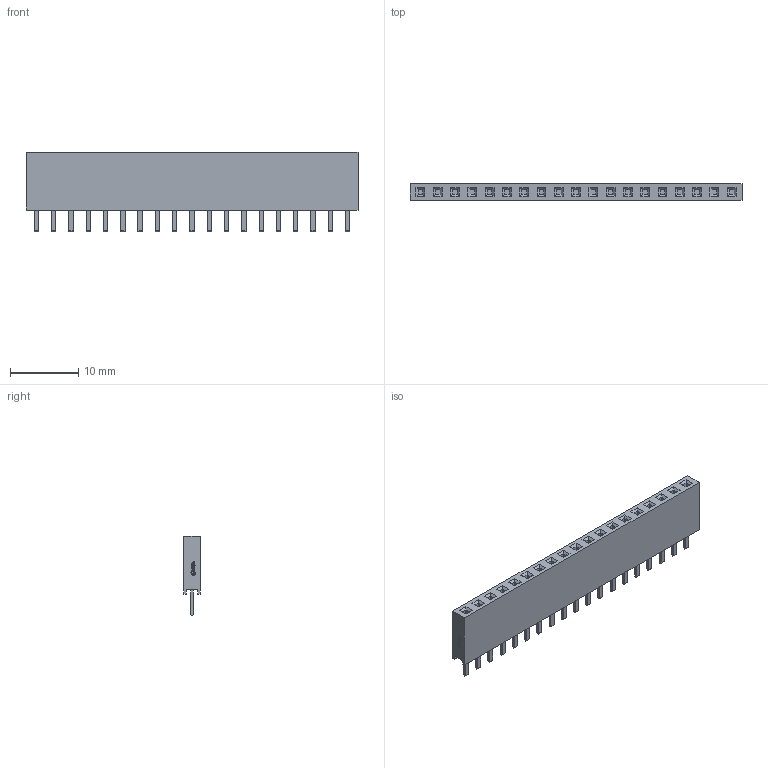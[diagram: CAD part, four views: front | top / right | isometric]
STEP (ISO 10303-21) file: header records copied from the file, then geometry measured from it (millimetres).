
FILE_DESCRIPTION(/* description */ ('Designed by EasyEDA Pro'),/* implementation_level */ '2;1');
FILE_NAME(/* name */ 'PM_2.54_1X19P_LH.step',/* time_stamp */ '2025-03-26T16:28:06+08:00',/* author */ (''),/* organization */ (''),/* preprocessor_version */ 'ST-DEVELOPER v20.1',/* originating_system */ 'Autodesk Translation Framework v14.4.0.0',/* authorisation */ '');
FILE_SCHEMA (('AUTOMOTIVE_DESIGN { 1 0 10303 214 3 1 1 }'));
Length unit declared in the file: millimetre
Products named in the file (3): 4hLx-PCBModel; 4hLx-Board; 4hLx-U1-HDR-TH_19P-P2.54-V-F
Assembly tree (2 placements, depth 2):
  4hLx-PCBModel
    4hLx-Board
    4hLx-U1-HDR-TH_19P-P2.54-V-F
Bounding box: 48.77 x 2.43 x 11.7 mm (x, y, z)
Volume: 955.9 mm3; surface area: 1412.2 mm2
Topology: 1 solids, 1 shells, 598 faces, 1520 edges, 988 vertices
Faces by surface type: plane 484, bspline 114
Entity records: 19740 total; most frequent: CARTESIAN_POINT 5203, ORIENTED_EDGE 3040, DIRECTION 2442, EDGE_CURVE 1520, LINE 1292, VECTOR 1292, VERTEX_POINT 988, EDGE_LOOP 662
